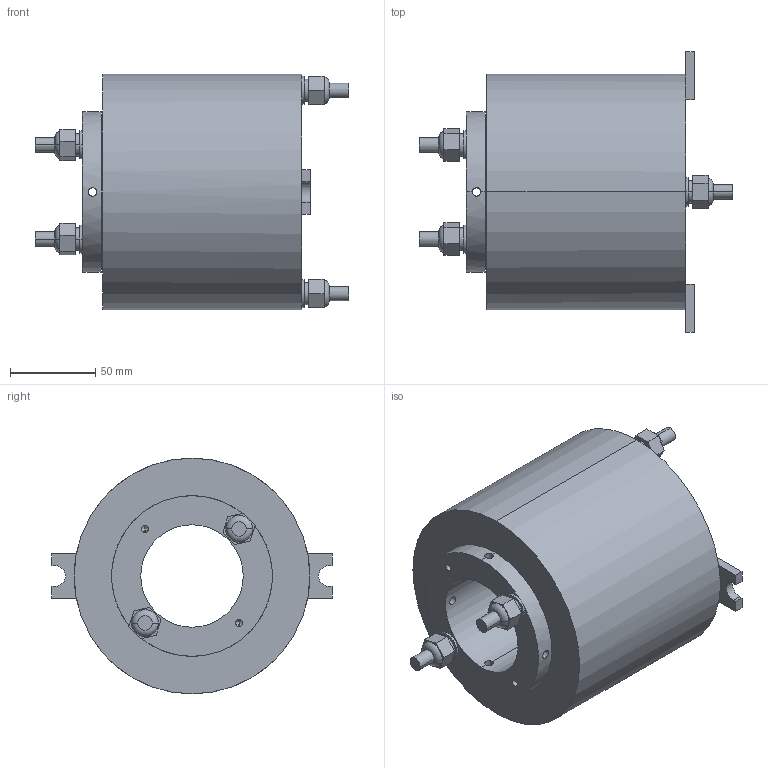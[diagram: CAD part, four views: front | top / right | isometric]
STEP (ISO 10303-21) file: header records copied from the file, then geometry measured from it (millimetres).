
FILE_DESCRIPTION (( 'STEP AP203' ), '1' );
FILE_NAME ('1.STEP', '2021-01-25T09:18:40', ( '微软用户' ), ( '微软中国' ), 'SwSTEP 2.0', 'SolidWorks 2014', '' );
FILE_SCHEMA (( 'CONFIG_CONTROL_DESIGN' ));
Length unit declared in the file: millimetre
Products named in the file (1): 1
Bounding box: 183.59 x 164 x 138 mm (x, y, z)
Volume: 1480422.8 mm3; surface area: 114496.1 mm2
Topology: 1 solids, 4 shells, 179 faces, 434 edges, 270 vertices
Faces by surface type: plane 83, cylinder 62, cone 20, torus 8, bspline 6
Entity records: 5983 total; most frequent: CARTESIAN_POINT 1612, DIRECTION 944, ORIENTED_EDGE 860, EDGE_CURVE 430, AXIS2_PLACEMENT_3D 362, VERTEX_POINT 270, VECTOR 220, LINE 220
